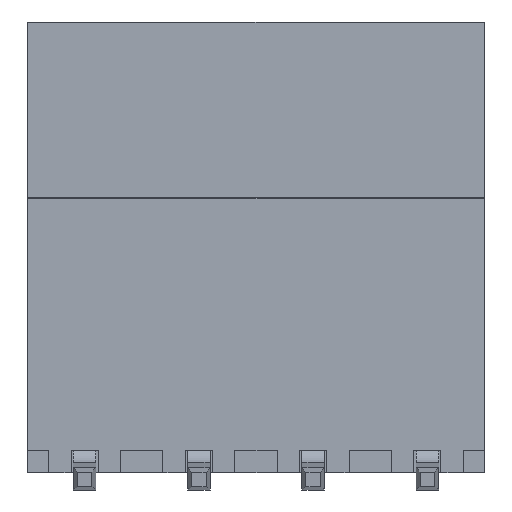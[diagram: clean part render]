
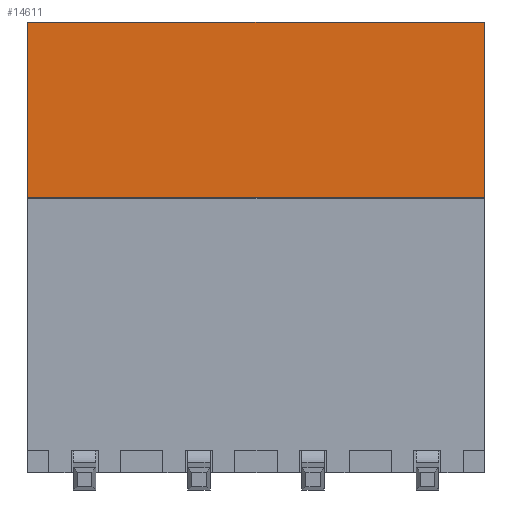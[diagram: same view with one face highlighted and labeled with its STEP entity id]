
A CAD part, front view. The second image highlights one B-rep face of the part: STEP entity #14611.
In plain terms, the highlighted planar face has unit normal (0, -1, 0).
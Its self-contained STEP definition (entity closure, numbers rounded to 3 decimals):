
#2809 = VERTEX_POINT ( 'NONE', #6409 ) ;
#2882 = VERTEX_POINT ( 'NONE', #6431 ) ;
#2992 = EDGE_LOOP ( 'NONE', ( #10004, #9916, #9968, #10054 ) ) ;
#3047 = VERTEX_POINT ( 'NONE', #6478 ) ;
#3488 = VERTEX_POINT ( 'NONE', #6589 ) ;
#6409 = CARTESIAN_POINT ( 'NONE',  ( 17.78, 0., 7.8 ) ) ;
#6431 = CARTESIAN_POINT ( 'NONE',  ( -2.54, 0., 7.8 ) ) ;
#6478 = CARTESIAN_POINT ( 'NONE',  ( -2.54, 0., 0. ) ) ;
#6589 = CARTESIAN_POINT ( 'NONE',  ( 17.78, 0., 0. ) ) ;
#8031 = VECTOR ( 'NONE', #9093, 1000. ) ;
#8039 = VECTOR ( 'NONE', #9117, 1000. ) ;
#8040 = VECTOR ( 'NONE', #9120, 1000. ) ;
#8041 = VECTOR ( 'NONE', #9123, 1000. ) ;
#8144 = FACE_OUTER_BOUND ( 'NONE', #2992, .T. ) ;
#8177 = AXIS2_PLACEMENT_3D ( 'NONE', #11524, #11525, #11526 ) ;
#9091 = LINE ( 'NONE', #9092, #8031 ) ;
#9092 = CARTESIAN_POINT ( 'NONE',  ( 2.54, 0., 0. ) ) ;
#9093 = DIRECTION ( 'NONE',  ( -1., 0., 0. ) ) ;
#9115 = LINE ( 'NONE', #9116, #8039 ) ;
#9116 = CARTESIAN_POINT ( 'NONE',  ( -2.54, 0., 7.8 ) ) ;
#9117 = DIRECTION ( 'NONE',  ( 1., 0., 0. ) ) ;
#9118 = LINE ( 'NONE', #9119, #8040 ) ;
#9119 = CARTESIAN_POINT ( 'NONE',  ( 17.78, 0., 0. ) ) ;
#9120 = DIRECTION ( 'NONE',  ( 0., 0., -1. ) ) ;
#9121 = LINE ( 'NONE', #9122, #8041 ) ;
#9122 = CARTESIAN_POINT ( 'NONE',  ( -2.54, 0., 0. ) ) ;
#9123 = DIRECTION ( 'NONE',  ( 0., 0., -1. ) ) ;
#9916 = ORIENTED_EDGE ( 'NONE', *, *, #14241, .F. ) ;
#9968 = ORIENTED_EDGE ( 'NONE', *, *, #14243, .T. ) ;
#10004 = ORIENTED_EDGE ( 'NONE', *, *, #14242, .F. ) ;
#10054 = ORIENTED_EDGE ( 'NONE', *, *, #14233, .F. ) ;
#11523 = PLANE ( 'NONE',  #8177 ) ;
#11524 = CARTESIAN_POINT ( 'NONE',  ( 2.54, 0., 0. ) ) ;
#11525 = DIRECTION ( 'NONE',  ( 0., 1., 0. ) ) ;
#11526 = DIRECTION ( 'NONE',  ( 0., 0., 1. ) ) ;
#14233 = EDGE_CURVE ( 'NONE', #3488, #3047, #9091, .T. ) ;
#14241 = EDGE_CURVE ( 'NONE', #2882, #2809, #9115, .T. ) ;
#14242 = EDGE_CURVE ( 'NONE', #2809, #3488, #9118, .T. ) ;
#14243 = EDGE_CURVE ( 'NONE', #2882, #3047, #9121, .T. ) ;
#14611 = ADVANCED_FACE ( 'NONE', ( #8144 ), #11523, .F. ) ;
